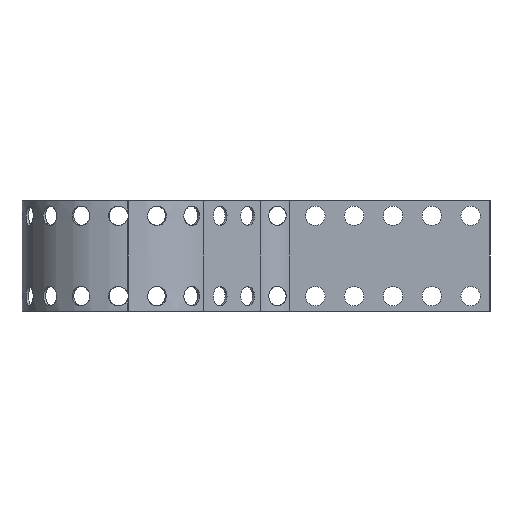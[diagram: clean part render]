
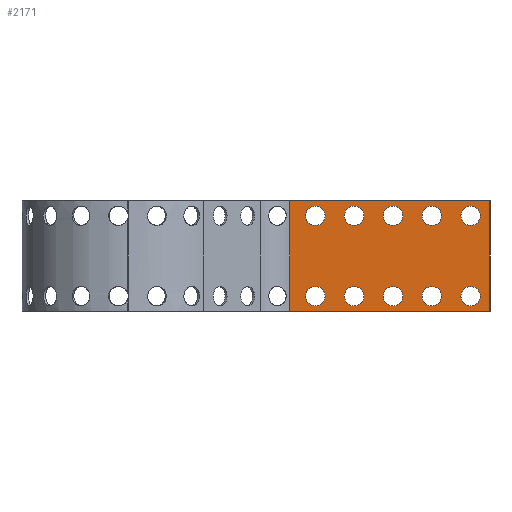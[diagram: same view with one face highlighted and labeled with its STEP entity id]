
A CAD part, front view. The second image highlights one B-rep face of the part: STEP entity #2171.
In plain terms, the highlighted planar face has unit normal (0, -1, 0).
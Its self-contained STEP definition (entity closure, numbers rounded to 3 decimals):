
#58=FACE_BOUND('',#457,.T.);
#59=FACE_BOUND('',#458,.T.);
#60=FACE_BOUND('',#459,.T.);
#61=FACE_BOUND('',#460,.T.);
#62=FACE_BOUND('',#461,.T.);
#63=FACE_BOUND('',#462,.T.);
#64=FACE_BOUND('',#463,.T.);
#65=FACE_BOUND('',#464,.T.);
#66=FACE_BOUND('',#465,.T.);
#67=FACE_BOUND('',#466,.T.);
#304=FACE_OUTER_BOUND('',#456,.T.);
#456=EDGE_LOOP('',(#1680,#1681,#1682,#1683));
#457=EDGE_LOOP('',(#1684));
#458=EDGE_LOOP('',(#1685));
#459=EDGE_LOOP('',(#1686));
#460=EDGE_LOOP('',(#1687));
#461=EDGE_LOOP('',(#1688));
#462=EDGE_LOOP('',(#1689));
#463=EDGE_LOOP('',(#1690));
#464=EDGE_LOOP('',(#1691));
#465=EDGE_LOOP('',(#1692));
#466=EDGE_LOOP('',(#1693));
#648=LINE('',#16014,#790);
#649=LINE('',#16016,#791);
#650=LINE('',#16018,#792);
#651=LINE('',#16019,#793);
#790=VECTOR('',#2576,10.);
#791=VECTOR('',#2577,10.);
#792=VECTOR('',#2578,10.);
#793=VECTOR('',#2579,10.);
#882=CIRCLE('',#2297,3.5);
#883=CIRCLE('',#2298,3.5);
#884=CIRCLE('',#2299,3.5);
#885=CIRCLE('',#2300,3.5);
#886=CIRCLE('',#2301,3.5);
#887=CIRCLE('',#2302,3.5);
#888=CIRCLE('',#2303,3.5);
#889=CIRCLE('',#2304,3.5);
#890=CIRCLE('',#2305,3.5);
#891=CIRCLE('',#2306,3.5);
#1030=VERTEX_POINT('',#16012);
#1031=VERTEX_POINT('',#16013);
#1032=VERTEX_POINT('',#16015);
#1033=VERTEX_POINT('',#16017);
#1034=VERTEX_POINT('',#16020);
#1035=VERTEX_POINT('',#16022);
#1036=VERTEX_POINT('',#16024);
#1037=VERTEX_POINT('',#16026);
#1038=VERTEX_POINT('',#16028);
#1039=VERTEX_POINT('',#16030);
#1040=VERTEX_POINT('',#16032);
#1041=VERTEX_POINT('',#16034);
#1042=VERTEX_POINT('',#16036);
#1043=VERTEX_POINT('',#16038);
#1260=EDGE_CURVE('',#1030,#1031,#648,.T.);
#1261=EDGE_CURVE('',#1032,#1031,#649,.T.);
#1262=EDGE_CURVE('',#1033,#1032,#650,.T.);
#1263=EDGE_CURVE('',#1030,#1033,#651,.T.);
#1264=EDGE_CURVE('',#1034,#1034,#882,.T.);
#1265=EDGE_CURVE('',#1035,#1035,#883,.T.);
#1266=EDGE_CURVE('',#1036,#1036,#884,.T.);
#1267=EDGE_CURVE('',#1037,#1037,#885,.T.);
#1268=EDGE_CURVE('',#1038,#1038,#886,.T.);
#1269=EDGE_CURVE('',#1039,#1039,#887,.T.);
#1270=EDGE_CURVE('',#1040,#1040,#888,.T.);
#1271=EDGE_CURVE('',#1041,#1041,#889,.T.);
#1272=EDGE_CURVE('',#1042,#1042,#890,.T.);
#1273=EDGE_CURVE('',#1043,#1043,#891,.T.);
#1680=ORIENTED_EDGE('',*,*,#1260,.T.);
#1681=ORIENTED_EDGE('',*,*,#1261,.F.);
#1682=ORIENTED_EDGE('',*,*,#1262,.F.);
#1683=ORIENTED_EDGE('',*,*,#1263,.F.);
#1684=ORIENTED_EDGE('',*,*,#1264,.T.);
#1685=ORIENTED_EDGE('',*,*,#1265,.T.);
#1686=ORIENTED_EDGE('',*,*,#1266,.T.);
#1687=ORIENTED_EDGE('',*,*,#1267,.T.);
#1688=ORIENTED_EDGE('',*,*,#1268,.T.);
#1689=ORIENTED_EDGE('',*,*,#1269,.T.);
#1690=ORIENTED_EDGE('',*,*,#1270,.T.);
#1691=ORIENTED_EDGE('',*,*,#1271,.T.);
#1692=ORIENTED_EDGE('',*,*,#1272,.T.);
#1693=ORIENTED_EDGE('',*,*,#1273,.T.);
#1990=PLANE('',#2296);
#2171=ADVANCED_FACE('',(#304,#58,#59,#60,#61,#62,#63,#64,#65,#66,#67),#1990,
 .F.);
#2296=AXIS2_PLACEMENT_3D('',#16011,#2574,#2575);
#2297=AXIS2_PLACEMENT_3D('',#16021,#2580,#2581);
#2298=AXIS2_PLACEMENT_3D('',#16023,#2582,#2583);
#2299=AXIS2_PLACEMENT_3D('',#16025,#2584,#2585);
#2300=AXIS2_PLACEMENT_3D('',#16027,#2586,#2587);
#2301=AXIS2_PLACEMENT_3D('',#16029,#2588,#2589);
#2302=AXIS2_PLACEMENT_3D('',#16031,#2590,#2591);
#2303=AXIS2_PLACEMENT_3D('',#16033,#2592,#2593);
#2304=AXIS2_PLACEMENT_3D('',#16035,#2594,#2595);
#2305=AXIS2_PLACEMENT_3D('',#16037,#2596,#2597);
#2306=AXIS2_PLACEMENT_3D('',#16039,#2598,#2599);
#2574=DIRECTION('center_axis',(0.,1.,0.));
#2575=DIRECTION('ref_axis',(0.,0.,1.));
#2576=DIRECTION('',(0.,0.,-1.));
#2577=DIRECTION('',(-1.,0.,0.));
#2578=DIRECTION('',(0.,0.,-1.));
#2579=DIRECTION('',(1.,0.,0.));
#2580=DIRECTION('center_axis',(0.,1.,0.));
#2581=DIRECTION('ref_axis',(-1.,0.,0.));
#2582=DIRECTION('center_axis',(0.,1.,0.));
#2583=DIRECTION('ref_axis',(-1.,0.,0.));
#2584=DIRECTION('center_axis',(0.,1.,0.));
#2585=DIRECTION('ref_axis',(-1.,0.,0.));
#2586=DIRECTION('center_axis',(0.,1.,0.));
#2587=DIRECTION('ref_axis',(-1.,0.,0.));
#2588=DIRECTION('center_axis',(0.,1.,0.));
#2589=DIRECTION('ref_axis',(-1.,0.,0.));
#2590=DIRECTION('center_axis',(0.,1.,0.));
#2591=DIRECTION('ref_axis',(-1.,0.,0.));
#2592=DIRECTION('center_axis',(0.,1.,0.));
#2593=DIRECTION('ref_axis',(-1.,0.,0.));
#2594=DIRECTION('center_axis',(0.,1.,0.));
#2595=DIRECTION('ref_axis',(-1.,0.,0.));
#2596=DIRECTION('center_axis',(0.,1.,0.));
#2597=DIRECTION('ref_axis',(-1.,0.,0.));
#2598=DIRECTION('center_axis',(0.,1.,0.));
#2599=DIRECTION('ref_axis',(-1.,0.,0.));
#16011=CARTESIAN_POINT('Origin',(-215.967,36.173,20.));
#16012=CARTESIAN_POINT('',(-85.128,36.173,40.));
#16013=CARTESIAN_POINT('',(-85.128,36.173,0.));
#16014=CARTESIAN_POINT('',(-85.128,36.173,30.));
#16015=CARTESIAN_POINT('',(-12.967,36.173,0.));
#16016=CARTESIAN_POINT('',(-12.967,36.173,0.));
#16017=CARTESIAN_POINT('',(-12.967,36.173,40.));
#16018=CARTESIAN_POINT('',(-12.967,36.173,40.));
#16019=CARTESIAN_POINT('',(-418.967,36.173,40.));
#16020=CARTESIAN_POINT('',(-16.467,36.173,5.5));
#16021=CARTESIAN_POINT('Origin',(-19.967,36.173,5.5));
#16022=CARTESIAN_POINT('',(-16.467,36.173,34.5));
#16023=CARTESIAN_POINT('Origin',(-19.967,36.173,34.5));
#16024=CARTESIAN_POINT('',(-30.467,36.173,5.5));
#16025=CARTESIAN_POINT('Origin',(-33.967,36.173,5.5));
#16026=CARTESIAN_POINT('',(-30.467,36.173,34.5));
#16027=CARTESIAN_POINT('Origin',(-33.967,36.173,34.5));
#16028=CARTESIAN_POINT('',(-44.467,36.173,5.5));
#16029=CARTESIAN_POINT('Origin',(-47.967,36.173,5.5));
#16030=CARTESIAN_POINT('',(-44.467,36.173,34.5));
#16031=CARTESIAN_POINT('Origin',(-47.967,36.173,34.5));
#16032=CARTESIAN_POINT('',(-58.467,36.173,5.5));
#16033=CARTESIAN_POINT('Origin',(-61.967,36.173,5.5));
#16034=CARTESIAN_POINT('',(-58.467,36.173,34.5));
#16035=CARTESIAN_POINT('Origin',(-61.967,36.173,34.5));
#16036=CARTESIAN_POINT('',(-72.467,36.173,5.5));
#16037=CARTESIAN_POINT('Origin',(-75.967,36.173,5.5));
#16038=CARTESIAN_POINT('',(-72.467,36.173,34.5));
#16039=CARTESIAN_POINT('Origin',(-75.967,36.173,34.5));
